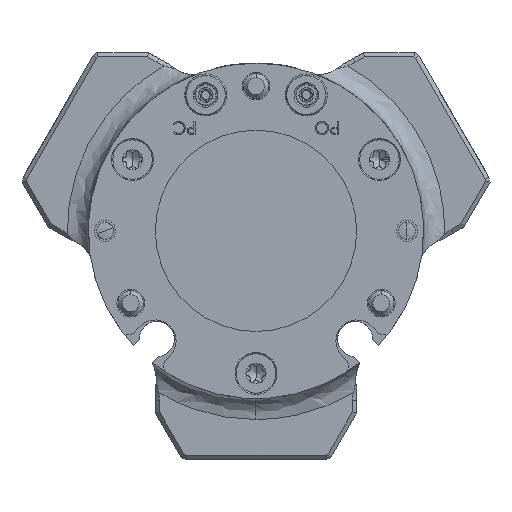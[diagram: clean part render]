
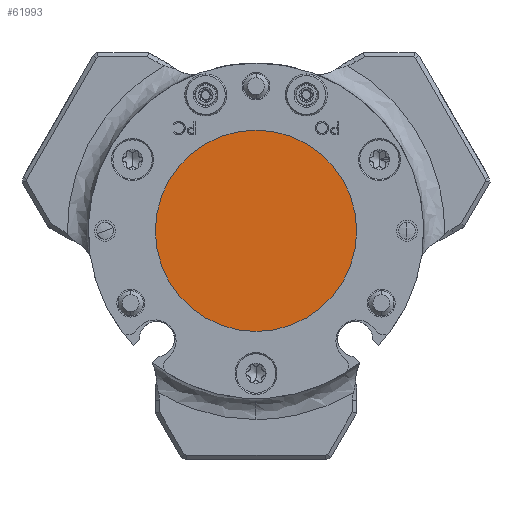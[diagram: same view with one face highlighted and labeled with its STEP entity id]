
A CAD part, front view. The second image highlights one B-rep face of the part: STEP entity #61993.
In plain terms, the highlighted planar face has unit normal (0, -1, 0).
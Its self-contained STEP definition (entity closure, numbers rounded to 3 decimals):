
#17634 = FACE_OUTER_BOUND ( 'NONE', #30876, .T. ) ;
#22003 = CARTESIAN_POINT ( 'NONE',  ( 0., 0.25, 12. ) ) ;
#24500 = CARTESIAN_POINT ( 'NONE',  ( 0., 0.25, 0. ) ) ;
#25905 = AXIS2_PLACEMENT_3D ( 'NONE', #24500, #74596, #31663 ) ;
#30876 = EDGE_LOOP ( 'NONE', ( #39632, #62553 ) ) ;
#31097 = CARTESIAN_POINT ( 'NONE',  ( 0., 0.25, 0. ) ) ;
#31663 = DIRECTION ( 'NONE',  ( 0., 0., -1. ) ) ;
#32490 = CARTESIAN_POINT ( 'NONE',  ( 0., 0.25, 0. ) ) ;
#34301 = EDGE_CURVE ( 'NONE', #58681, #36277, #61943, .T. ) ;
#36277 = VERTEX_POINT ( 'NONE', #72384 ) ;
#38328 = DIRECTION ( 'NONE',  ( 0., 0., -1. ) ) ;
#39632 = ORIENTED_EDGE ( 'NONE', *, *, #59391, .T. ) ;
#39713 = DIRECTION ( 'NONE',  ( 0., 0., -1. ) ) ;
#58681 = VERTEX_POINT ( 'NONE', #22003 ) ;
#59391 = EDGE_CURVE ( 'NONE', #36277, #58681, #85700, .T. ) ;
#61943 = CIRCLE ( 'NONE', #25905, 12. ) ;
#61993 = ADVANCED_FACE ( 'NONE', ( #17634 ), #73720, .T. ) ;
#62553 = ORIENTED_EDGE ( 'NONE', *, *, #34301, .T. ) ;
#72384 = CARTESIAN_POINT ( 'NONE',  ( 0., 0.25, -12. ) ) ;
#73720 = PLANE ( 'NONE',  #89041 ) ;
#74596 = DIRECTION ( 'NONE',  ( 0., -1., 0. ) ) ;
#80402 = AXIS2_PLACEMENT_3D ( 'NONE', #32490, #82638, #39713 ) ;
#81257 = DIRECTION ( 'NONE',  ( 0., -1., 0. ) ) ;
#82638 = DIRECTION ( 'NONE',  ( 0., -1., 0. ) ) ;
#85700 = CIRCLE ( 'NONE', #80402, 12. ) ;
#89041 = AXIS2_PLACEMENT_3D ( 'NONE', #31097, #81257, #38328 ) ;
